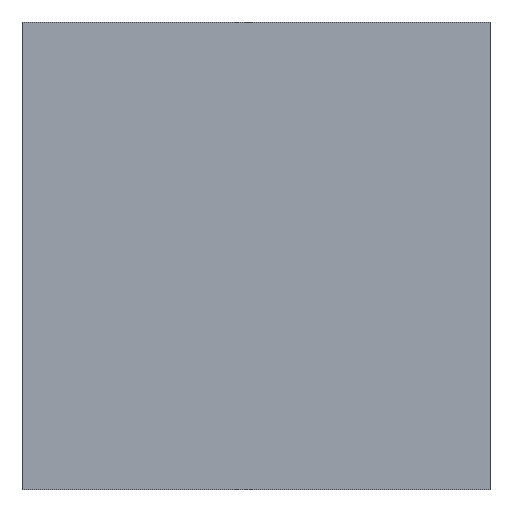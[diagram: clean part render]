
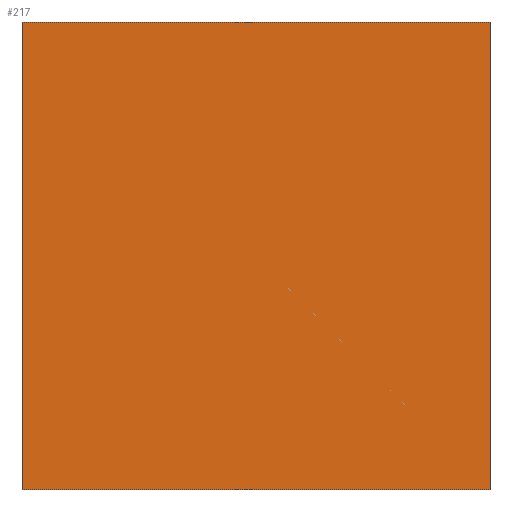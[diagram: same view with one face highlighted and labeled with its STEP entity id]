
A CAD part, front view. The second image highlights one B-rep face of the part: STEP entity #217.
In plain terms, the highlighted planar face has unit normal (0, -1, 0).
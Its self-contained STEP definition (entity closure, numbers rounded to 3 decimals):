
#5 = VECTOR ( 'NONE', #175, 1000. ) ;
#9 = LINE ( 'NONE', #94, #86 ) ;
#30 = CARTESIAN_POINT ( 'NONE',  ( 43.679, 33.195, 12.5 ) ) ;
#45 = LINE ( 'NONE', #74, #147 ) ;
#47 = EDGE_CURVE ( 'NONE', #211, #111, #216, .T. ) ;
#55 = CARTESIAN_POINT ( 'NONE',  ( 31.179, 33.195, 12.5 ) ) ;
#71 = PLANE ( 'NONE',  #75 ) ;
#73 = VERTEX_POINT ( 'NONE', #30 ) ;
#74 = CARTESIAN_POINT ( 'NONE',  ( 43.679, 33.195, 12.5 ) ) ;
#75 = AXIS2_PLACEMENT_3D ( 'NONE', #186, #165, #138 ) ;
#80 = DIRECTION ( 'NONE',  ( 1., 0., 0. ) ) ;
#86 = VECTOR ( 'NONE', #80, 1000. ) ;
#89 = VERTEX_POINT ( 'NONE', #118 ) ;
#94 = CARTESIAN_POINT ( 'NONE',  ( 43.679, 33.195, 0. ) ) ;
#96 = DIRECTION ( 'NONE',  ( 0., 0., -1. ) ) ;
#107 = VECTOR ( 'NONE', #257, 1000. ) ;
#111 = VERTEX_POINT ( 'NONE', #180 ) ;
#114 = ORIENTED_EDGE ( 'NONE', *, *, #47, .T. ) ;
#118 = CARTESIAN_POINT ( 'NONE',  ( 43.679, 33.195, 0. ) ) ;
#130 = EDGE_CURVE ( 'NONE', #73, #89, #45, .T. ) ;
#138 = DIRECTION ( 'NONE',  ( 0., 0., 1. ) ) ;
#144 = ORIENTED_EDGE ( 'NONE', *, *, #193, .T. ) ;
#147 = VECTOR ( 'NONE', #96, 1000. ) ;
#157 = ORIENTED_EDGE ( 'NONE', *, *, #130, .F. ) ;
#165 = DIRECTION ( 'NONE',  ( 0., 1., 0. ) ) ;
#175 = DIRECTION ( 'NONE',  ( 0., 0., -1. ) ) ;
#180 = CARTESIAN_POINT ( 'NONE',  ( 31.179, 33.195, 0. ) ) ;
#186 = CARTESIAN_POINT ( 'NONE',  ( 43.679, 33.195, 12.5 ) ) ;
#193 = EDGE_CURVE ( 'NONE', #111, #89, #9, .T. ) ;
#211 = VERTEX_POINT ( 'NONE', #225 ) ;
#216 = LINE ( 'NONE', #55, #5 ) ;
#217 = ADVANCED_FACE ( 'NONE', ( #282 ), #71, .F. ) ;
#225 = CARTESIAN_POINT ( 'NONE',  ( 31.179, 33.195, 12.5 ) ) ;
#234 = LINE ( 'NONE', #278, #107 ) ;
#245 = EDGE_CURVE ( 'NONE', #211, #73, #234, .T. ) ;
#249 = EDGE_LOOP ( 'NONE', ( #144, #157, #272, #114 ) ) ;
#257 = DIRECTION ( 'NONE',  ( 1., 0., 0. ) ) ;
#272 = ORIENTED_EDGE ( 'NONE', *, *, #245, .F. ) ;
#278 = CARTESIAN_POINT ( 'NONE',  ( 43.679, 33.195, 12.5 ) ) ;
#282 = FACE_OUTER_BOUND ( 'NONE', #249, .T. ) ;
